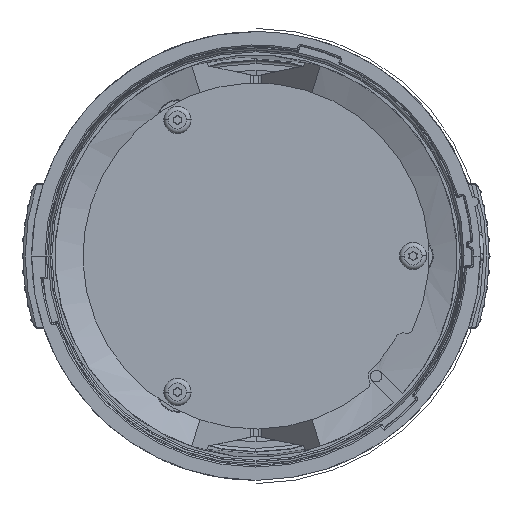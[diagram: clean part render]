
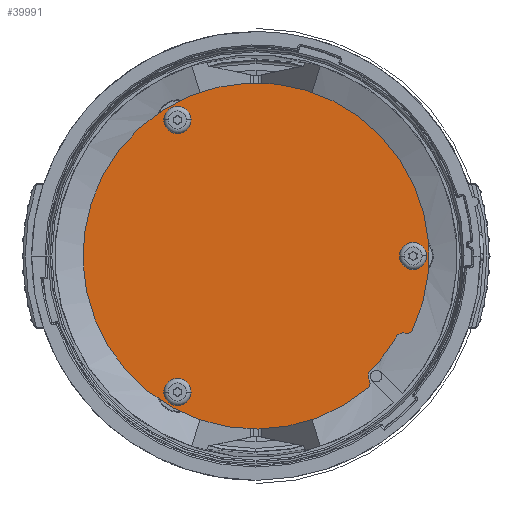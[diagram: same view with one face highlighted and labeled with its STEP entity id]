
A CAD part, front view. The second image highlights one B-rep face of the part: STEP entity #39991.
In plain terms, the highlighted face is planar.
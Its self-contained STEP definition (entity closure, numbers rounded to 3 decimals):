
#39738=CARTESIAN_POINT('',(-37.55,-6.06,0.));
#39739=DIRECTION('',(0.,0.,1.));
#39740=DIRECTION('',(1.,0.,0.));
#39741=AXIS2_PLACEMENT_3D('',#39738,#39739,#39740);
#39743=CARTESIAN_POINT('',(-37.55,-6.06,0.));
#39744=DIRECTION('',(0.,0.,1.));
#39745=DIRECTION('',(-1.,0.,0.));
#39746=AXIS2_PLACEMENT_3D('',#39743,#39744,#39745);
#39748=CARTESIAN_POINT('',(-16.332,30.69,0.));
#39749=DIRECTION('',(0.,0.,1.));
#39750=DIRECTION('',(1.,0.,0.));
#39751=AXIS2_PLACEMENT_3D('',#39748,#39749,#39750);
#39753=CARTESIAN_POINT('',(-16.332,30.69,0.));
#39754=DIRECTION('',(0.,0.,1.));
#39755=DIRECTION('',(-1.,0.,0.));
#39756=AXIS2_PLACEMENT_3D('',#39753,#39754,#39755);
#39758=CARTESIAN_POINT('',(-58.768,30.69,0.));
#39759=DIRECTION('',(0.,0.,1.));
#39760=DIRECTION('',(1.,0.,0.));
#39761=AXIS2_PLACEMENT_3D('',#39758,#39759,#39760);
#39763=CARTESIAN_POINT('',(-58.768,30.69,0.));
#39764=DIRECTION('',(0.,0.,1.));
#39765=DIRECTION('',(-1.,0.,0.));
#39766=AXIS2_PLACEMENT_3D('',#39763,#39764,#39765);
#39768=CARTESIAN_POINT('',(-17.694,1.655,0.));
#39769=DIRECTION('',(0.,0.,-1.));
#39770=DIRECTION('',(0.764,-0.646,0.));
#39771=AXIS2_PLACEMENT_3D('',#39768,#39769,#39770);
#39773=CARTESIAN_POINT('',(-26.476,-5.084,0.));
#39774=DIRECTION('',(0.,0.,-1.));
#39775=DIRECTION('',(0.967,0.255,0.));
#39776=AXIS2_PLACEMENT_3D('',#39773,#39774,#39775);
#39778=CARTESIAN_POINT('',(-24.3,-4.51,0.));
#39779=DIRECTION('',(0.,0.,1.));
#39780=DIRECTION('',(-0.5,0.866,0.));
#39781=AXIS2_PLACEMENT_3D('',#39778,#39779,#39780);
#39783=CARTESIAN_POINT('',(-37.55,18.44,0.));
#39784=DIRECTION('',(0.,0.,1.));
#39785=DIRECTION('',(0.5,-0.866,0.));
#39786=AXIS2_PLACEMENT_3D('',#39783,#39784,#39785);
#39788=CARTESIAN_POINT('',(-18.812,-0.298,0.));
#39789=DIRECTION('',(0.,0.,1.));
#39790=DIRECTION('',(0.497,0.868,0.));
#39791=AXIS2_PLACEMENT_3D('',#39788,#39789,#39790);
#39901=CARTESIAN_POINT('',(-37.55,18.44,0.));
#39902=DIRECTION('',(0.,0.,-1.));
#39903=DIRECTION('',(0.426,-0.905,0.));
#39904=AXIS2_PLACEMENT_3D('',#39901,#39902,#39903);
#39906=CARTESIAN_POINT('',(-36.25,-6.06,0.));
#39907=CARTESIAN_POINT('',(-38.85,-6.06,0.));
#39908=VERTEX_POINT('',#39906);
#39909=VERTEX_POINT('',#39907);
#39910=CARTESIAN_POINT('',(-15.032,30.69,0.));
#39911=CARTESIAN_POINT('',(-17.632,30.69,0.));
#39912=VERTEX_POINT('',#39910);
#39913=VERTEX_POINT('',#39911);
#39914=CARTESIAN_POINT('',(-57.468,30.69,0.));
#39915=CARTESIAN_POINT('',(-60.068,30.69,0.));
#39916=VERTEX_POINT('',#39914);
#39917=VERTEX_POINT('',#39915);
#39930=CARTESIAN_POINT('',(-24.925,-3.427,0.));
#39931=CARTESIAN_POINT('',(-19.696,0.586,0.));
#39932=VERTEX_POINT('',#39930);
#39933=VERTEX_POINT('',#39931);
#39938=CARTESIAN_POINT('',(-16.931,1.009,0.));
#39939=CARTESIAN_POINT('',(-18.191,0.787,0.));
#39940=VERTEX_POINT('',#39938);
#39941=VERTEX_POINT('',#39939);
#39950=CARTESIAN_POINT('',(-25.509,-4.828,0.));
#39951=VERTEX_POINT('',#39950);
#39952=CARTESIAN_POINT('',(-26.05,-5.988,0.));
#39953=VERTEX_POINT('',#39952);
#39954=CARTESIAN_POINT('',(0.,0.,0.));
#39955=DIRECTION('',(0.,0.,1.));
#39956=DIRECTION('',(1.,0.,0.));
#39957=AXIS2_PLACEMENT_3D('',#39954,#39955,#39956);
#39958=PLANE('',#39957);
#39960=ORIENTED_EDGE('',*,*,#39959,.F.);
#39962=ORIENTED_EDGE('',*,*,#39961,.F.);
#39964=ORIENTED_EDGE('',*,*,#39963,.F.);
#39966=ORIENTED_EDGE('',*,*,#39965,.F.);
#39968=ORIENTED_EDGE('',*,*,#39967,.T.);
#39970=ORIENTED_EDGE('',*,*,#39969,.F.);
#39971=EDGE_LOOP('',(#39960,#39962,#39964,#39966,#39968,#39970));
#39972=FACE_OUTER_BOUND('',#39971,.F.);
#39974=ORIENTED_EDGE('',*,*,#39973,.F.);
#39976=ORIENTED_EDGE('',*,*,#39975,.F.);
#39977=EDGE_LOOP('',(#39974,#39976));
#39978=FACE_BOUND('',#39977,.F.);
#39980=ORIENTED_EDGE('',*,*,#39979,.F.);
#39982=ORIENTED_EDGE('',*,*,#39981,.F.);
#39983=EDGE_LOOP('',(#39980,#39982));
#39984=FACE_BOUND('',#39983,.F.);
#39986=ORIENTED_EDGE('',*,*,#39985,.F.);
#39988=ORIENTED_EDGE('',*,*,#39987,.F.);
#39989=EDGE_LOOP('',(#39986,#39988));
#39990=FACE_BOUND('',#39989,.F.);
#39991=ADVANCED_FACE('',(#39972,#39978,#39984,#39990),#39958,.F.);
#39742=CIRCLE('',#39741,1.3);
#39747=CIRCLE('',#39746,1.3);
#39752=CIRCLE('',#39751,1.3);
#39757=CIRCLE('',#39756,1.3);
#39762=CIRCLE('',#39761,1.3);
#39767=CIRCLE('',#39766,1.3);
#39772=CIRCLE('',#39771,1.);
#39777=CIRCLE('',#39776,1.);
#39782=CIRCLE('',#39781,1.25);
#39787=CIRCLE('',#39786,25.25);
#39792=CIRCLE('',#39791,1.25);
#39905=CIRCLE('',#39904,27.);
#39959=EDGE_CURVE('',#39940,#39941,#39772,.T.);
#39961=EDGE_CURVE('',#39953,#39940,#39905,.T.);
#39963=EDGE_CURVE('',#39951,#39953,#39777,.T.);
#39965=EDGE_CURVE('',#39932,#39951,#39782,.T.);
#39967=EDGE_CURVE('',#39932,#39933,#39787,.T.);
#39969=EDGE_CURVE('',#39941,#39933,#39792,.T.);
#39973=EDGE_CURVE('',#39912,#39913,#39752,.T.);
#39975=EDGE_CURVE('',#39913,#39912,#39757,.T.);
#39979=EDGE_CURVE('',#39916,#39917,#39762,.T.);
#39981=EDGE_CURVE('',#39917,#39916,#39767,.T.);
#39985=EDGE_CURVE('',#39908,#39909,#39742,.T.);
#39987=EDGE_CURVE('',#39909,#39908,#39747,.T.);
